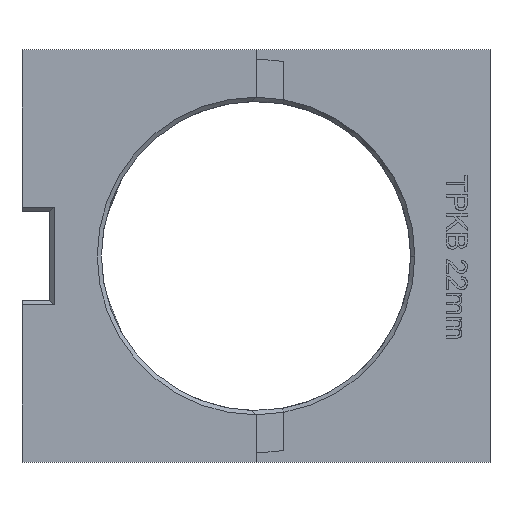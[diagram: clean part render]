
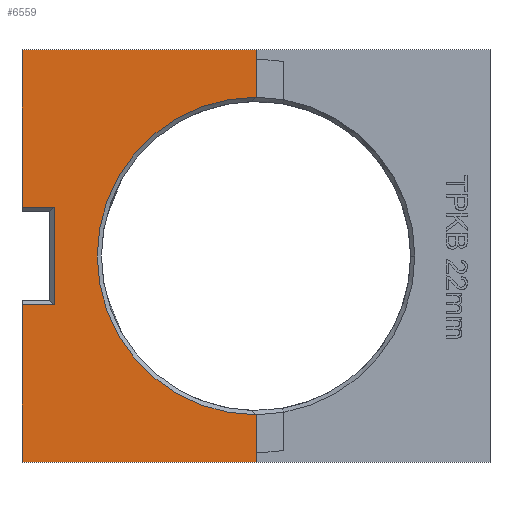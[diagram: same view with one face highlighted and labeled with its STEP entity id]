
A CAD part, left-side view. The second image highlights one B-rep face of the part: STEP entity #6559.
In plain terms, the highlighted planar face has unit normal (-1, 0, 0).
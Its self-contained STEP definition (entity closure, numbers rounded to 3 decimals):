
#6144=CARTESIAN_POINT('',(-115.,16.8,14.8));
#6145=VERTEX_POINT('',#6144);
#6146=CARTESIAN_POINT('',(-115.,0.,14.8));
#6147=VERTEX_POINT('',#6146);
#6148=CARTESIAN_POINT('',(-115.,16.8,14.8));
#6149=DIRECTION('',(0.,-1.,0.));
#6150=VECTOR('',#6149,16.8);
#6151=LINE('',#6148,#6150);
#6152=EDGE_CURVE('',#6145,#6147,#6151,.T.);
#6184=CARTESIAN_POINT('',(-115.,0.,11.404));
#6185=VERTEX_POINT('',#6184);
#6186=CARTESIAN_POINT('',(-115.,0.,11.404));
#6187=DIRECTION('',(-0.,0.,1.));
#6188=VECTOR('',#6187,3.396);
#6189=LINE('',#6186,#6188);
#6190=EDGE_CURVE('',#6185,#6147,#6189,.T.);
#6215=CARTESIAN_POINT('',(-115.,0.004,11.4));
#6216=VERTEX_POINT('',#6215);
#6227=CARTESIAN_POINT('',(-115.,0.004,11.4));
#6228=DIRECTION('',(0.,-0.697,0.717));
#6229=VECTOR('',#6228,0.006);
#6230=LINE('',#6227,#6229);
#6231=EDGE_CURVE('',#6216,#6185,#6230,.T.);
#6241=CARTESIAN_POINT('',(-115.,0.004,-11.4));
#6242=VERTEX_POINT('',#6241);
#6253=CARTESIAN_POINT('',(-115.,0.,0.));
#6254=DIRECTION('',(1.,0.,-0.));
#6255=DIRECTION('',(0.,-1.,0.));
#6256=AXIS2_PLACEMENT_3D('',#6253,#6254,#6255);
#6257=CIRCLE('',#6256,11.4);
#6258=EDGE_CURVE('',#6242,#6216,#6257,.T.);
#6268=CARTESIAN_POINT('',(-115.,0.,-11.404));
#6269=VERTEX_POINT('',#6268);
#6270=CARTESIAN_POINT('',(-115.,-0.,-11.404));
#6271=DIRECTION('',(-0.,0.697,0.717));
#6272=VECTOR('',#6271,0.006);
#6273=LINE('',#6270,#6272);
#6274=EDGE_CURVE('',#6269,#6242,#6273,.T.);
#6295=CARTESIAN_POINT('',(-115.,0.,-14.8));
#6296=VERTEX_POINT('',#6295);
#6297=CARTESIAN_POINT('',(-115.,-0.,-14.8));
#6298=DIRECTION('',(-0.,0.,1.));
#6299=VECTOR('',#6298,3.396);
#6300=LINE('',#6297,#6299);
#6301=EDGE_CURVE('',#6296,#6269,#6300,.T.);
#6326=CARTESIAN_POINT('',(-115.,14.5,-3.5));
#6327=VERTEX_POINT('',#6326);
#6334=CARTESIAN_POINT('',(-115.,14.5,3.5));
#6335=VERTEX_POINT('',#6334);
#6336=CARTESIAN_POINT('',(-115.,14.5,3.5));
#6337=DIRECTION('',(0.,-0.,-1.));
#6338=VECTOR('',#6337,7.);
#6339=LINE('',#6336,#6338);
#6340=EDGE_CURVE('',#6335,#6327,#6339,.T.);
#6358=CARTESIAN_POINT('',(-115.,16.8,3.5));
#6359=VERTEX_POINT('',#6358);
#6360=CARTESIAN_POINT('',(-115.,16.8,3.5));
#6361=DIRECTION('',(0.,-1.,0.));
#6362=VECTOR('',#6361,2.3);
#6363=LINE('',#6360,#6362);
#6364=EDGE_CURVE('',#6359,#6335,#6363,.T.);
#6383=CARTESIAN_POINT('',(-115.,16.8,3.5));
#6384=DIRECTION('',(-0.,0.,1.));
#6385=VECTOR('',#6384,11.3);
#6386=LINE('',#6383,#6385);
#6387=EDGE_CURVE('',#6359,#6145,#6386,.T.);
#6406=CARTESIAN_POINT('',(-115.,16.8,-14.8));
#6407=VERTEX_POINT('',#6406);
#6408=CARTESIAN_POINT('',(-115.,16.8,-14.8));
#6409=DIRECTION('',(0.,-1.,0.));
#6410=VECTOR('',#6409,16.8);
#6411=LINE('',#6408,#6410);
#6412=EDGE_CURVE('',#6407,#6296,#6411,.T.);
#6516=CARTESIAN_POINT('',(-115.,16.8,-3.5));
#6517=VERTEX_POINT('',#6516);
#6524=CARTESIAN_POINT('',(-115.,14.5,-3.5));
#6525=DIRECTION('',(-0.,1.,0.));
#6526=VECTOR('',#6525,2.3);
#6527=LINE('',#6524,#6526);
#6528=EDGE_CURVE('',#6327,#6517,#6527,.T.);
#6535=CARTESIAN_POINT('',(-115.,0.,0.));
#6536=DIRECTION('',(-1.,-0.,0.));
#6537=DIRECTION('',(-0.,-0.,-1.));
#6538=AXIS2_PLACEMENT_3D('',#6535,#6536,#6537);
#6539=PLANE('',#6538);
#6540=ORIENTED_EDGE('',*,*,#6387,.F.);
#6541=ORIENTED_EDGE('',*,*,#6364,.T.);
#6542=ORIENTED_EDGE('',*,*,#6340,.T.);
#6543=ORIENTED_EDGE('',*,*,#6528,.T.);
#6544=CARTESIAN_POINT('',(-115.,16.8,-14.8));
#6545=DIRECTION('',(-0.,0.,1.));
#6546=VECTOR('',#6545,11.3);
#6547=LINE('',#6544,#6546);
#6548=EDGE_CURVE('',#6407,#6517,#6547,.T.);
#6549=ORIENTED_EDGE('',*,*,#6548,.F.);
#6550=ORIENTED_EDGE('',*,*,#6412,.T.);
#6551=ORIENTED_EDGE('',*,*,#6301,.T.);
#6552=ORIENTED_EDGE('',*,*,#6274,.T.);
#6553=ORIENTED_EDGE('',*,*,#6258,.T.);
#6554=ORIENTED_EDGE('',*,*,#6231,.T.);
#6555=ORIENTED_EDGE('',*,*,#6190,.T.);
#6556=ORIENTED_EDGE('',*,*,#6152,.F.);
#6557=EDGE_LOOP('',(#6540,#6541,#6542,#6543,#6549,#6550,#6551,#6552,#6553,#6554,#6555,#6556));
#6558=FACE_BOUND('',#6557,.T.);
#6559=ADVANCED_FACE('',(#6558),#6539,.T.);
